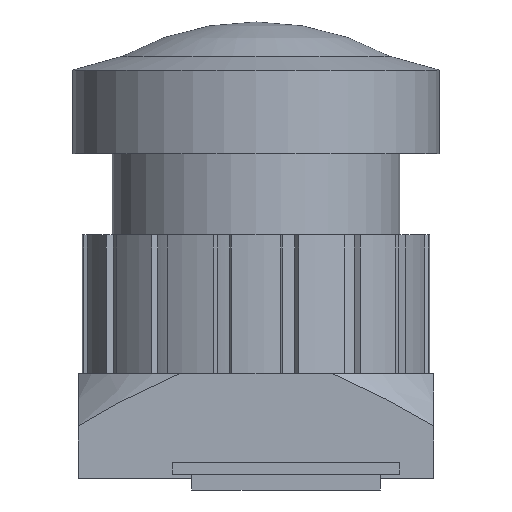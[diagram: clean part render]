
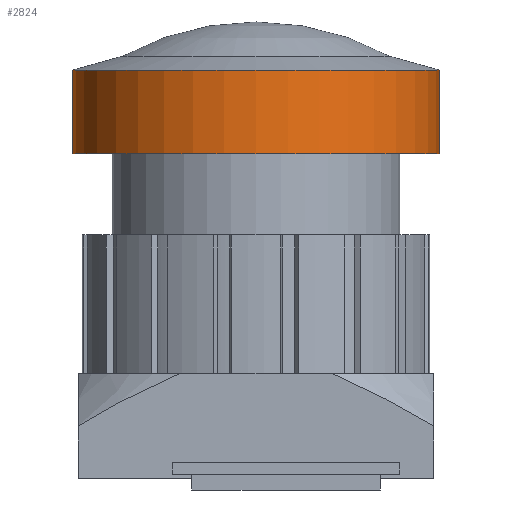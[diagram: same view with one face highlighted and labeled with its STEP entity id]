
A CAD part, front view. The second image highlights one B-rep face of the part: STEP entity #2824.
In plain terms, the highlighted cylindrical face has radius 7 mm (diameter 14 mm), a partial arc.
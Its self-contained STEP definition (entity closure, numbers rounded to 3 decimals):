
#919=CARTESIAN_POINT('',(0.,0.,10.5));
#920=DIRECTION('',(0.,0.,-1.));
#921=DIRECTION('',(1.,0.,0.));
#922=AXIS2_PLACEMENT_3D('',#919,#920,#921);
#929=DIRECTION('',(0.,0.,-1.));
#930=VECTOR('',#929,3.2);
#931=CARTESIAN_POINT('',(7.,0.,13.7));
#932=LINE('',#931,#930);
#933=DIRECTION('',(0.,0.,-1.));
#934=VECTOR('',#933,3.2);
#935=CARTESIAN_POINT('',(-7.,0.,13.7));
#936=LINE('',#935,#934);
#937=CARTESIAN_POINT('',(0.,0.,13.7));
#938=DIRECTION('',(0.,0.,-1.));
#939=DIRECTION('',(1.,0.,0.));
#940=AXIS2_PLACEMENT_3D('',#937,#938,#939);
#1501=CARTESIAN_POINT('',(7.,0.,13.7));
#1502=VERTEX_POINT('',#1501);
#1503=CARTESIAN_POINT('',(7.,0.,10.5));
#1504=VERTEX_POINT('',#1503);
#1507=CARTESIAN_POINT('',(-7.,0.,13.7));
#1508=VERTEX_POINT('',#1507);
#1509=CARTESIAN_POINT('',(-7.,0.,10.5));
#1510=VERTEX_POINT('',#1509);
#2810=CARTESIAN_POINT('',(0.,0.,6.993));
#2811=DIRECTION('',(0.,0.,1.));
#2812=DIRECTION('',(-1.,0.,0.));
#2813=AXIS2_PLACEMENT_3D('',#2810,#2811,#2812);
#2814=CYLINDRICAL_SURFACE('',#2813,7.);
#2816=ORIENTED_EDGE('',*,*,#2815,.T.);
#2817=ORIENTED_EDGE('',*,*,#2799,.T.);
#2819=ORIENTED_EDGE('',*,*,#2818,.F.);
#2821=ORIENTED_EDGE('',*,*,#2820,.F.);
#2822=EDGE_LOOP('',(#2816,#2817,#2819,#2821));
#2823=FACE_OUTER_BOUND('',#2822,.F.);
#2824=ADVANCED_FACE('',(#2823),#2814,.T.);
#923=CIRCLE('',#922,7.);
#941=CIRCLE('',#940,7.);
#2799=EDGE_CURVE('',#1504,#1510,#923,.T.);
#2815=EDGE_CURVE('',#1502,#1504,#932,.T.);
#2818=EDGE_CURVE('',#1508,#1510,#936,.T.);
#2820=EDGE_CURVE('',#1502,#1508,#941,.T.);
